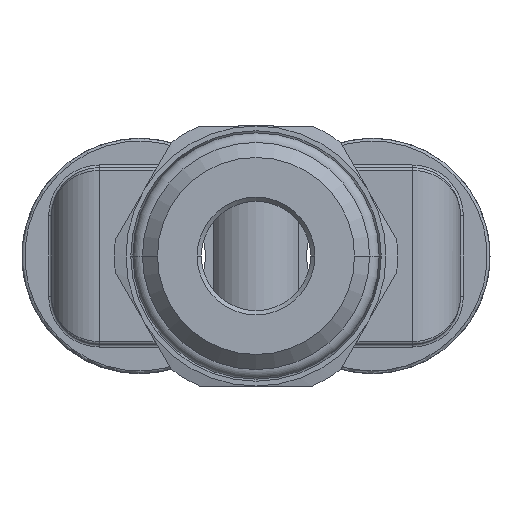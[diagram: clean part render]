
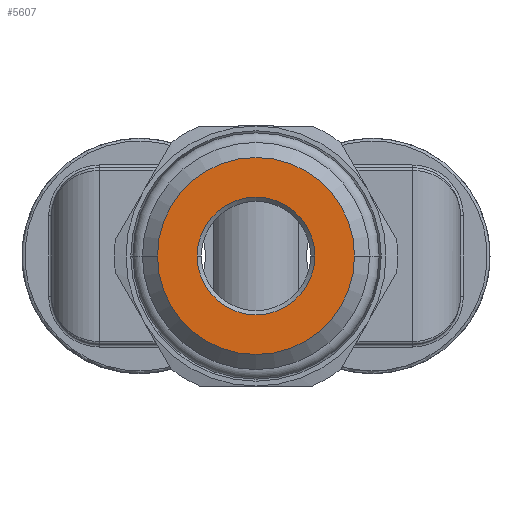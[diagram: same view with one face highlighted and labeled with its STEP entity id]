
A CAD part, front view. The second image highlights one B-rep face of the part: STEP entity #5607.
In plain terms, the highlighted planar face has unit normal (0, -1, 0).
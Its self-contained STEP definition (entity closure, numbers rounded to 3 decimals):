
#1117=CARTESIAN_POINT('',(0.,-14.,0.));
#1118=DIRECTION('',(0.,1.,0.));
#1119=DIRECTION('',(-1.,0.,0.));
#1120=AXIS2_PLACEMENT_3D('',#1117,#1118,#1119);
#1122=CARTESIAN_POINT('',(0.,-14.,0.));
#1123=DIRECTION('',(0.,1.,0.));
#1124=DIRECTION('',(1.,0.,0.));
#1125=AXIS2_PLACEMENT_3D('',#1122,#1123,#1124);
#1127=CARTESIAN_POINT('',(0.,-14.,0.));
#1128=DIRECTION('',(0.,-1.,0.));
#1129=DIRECTION('',(1.,0.,0.));
#1130=AXIS2_PLACEMENT_3D('',#1127,#1128,#1129);
#1132=CARTESIAN_POINT('',(0.,-14.,0.));
#1133=DIRECTION('',(0.,-1.,0.));
#1134=DIRECTION('',(-1.,0.,0.));
#1135=AXIS2_PLACEMENT_3D('',#1132,#1133,#1134);
#4101=CARTESIAN_POINT('',(-7.2,-14.,0.));
#4102=CARTESIAN_POINT('',(7.2,-14.,0.));
#4103=VERTEX_POINT('',#4101);
#4104=VERTEX_POINT('',#4102);
#4109=CARTESIAN_POINT('',(4.3,-14.,0.));
#4110=VERTEX_POINT('',#4109);
#4111=CARTESIAN_POINT('',(-4.3,-14.,0.));
#4112=VERTEX_POINT('',#4111);
#5592=CARTESIAN_POINT('',(0.,-14.,0.));
#5593=DIRECTION('',(0.,1.,0.));
#5594=DIRECTION('',(0.,0.,1.));
#5595=AXIS2_PLACEMENT_3D('',#5592,#5593,#5594);
#5596=PLANE('',#5595);
#5598=ORIENTED_EDGE('',*,*,#5597,.T.);
#5600=ORIENTED_EDGE('',*,*,#5599,.T.);
#5601=EDGE_LOOP('',(#5598,#5600));
#5602=FACE_OUTER_BOUND('',#5601,.F.);
#5603=ORIENTED_EDGE('',*,*,#5587,.T.);
#5604=ORIENTED_EDGE('',*,*,#5571,.T.);
#5605=EDGE_LOOP('',(#5603,#5604));
#5606=FACE_BOUND('',#5605,.F.);
#5607=ADVANCED_FACE('',(#5602,#5606),#5596,.F.);
#1121=CIRCLE('',#1120,7.2);
#1126=CIRCLE('',#1125,7.2);
#1131=CIRCLE('',#1130,4.3);
#1136=CIRCLE('',#1135,4.3);
#5571=EDGE_CURVE('',#4112,#4110,#1136,.T.);
#5587=EDGE_CURVE('',#4110,#4112,#1131,.T.);
#5597=EDGE_CURVE('',#4103,#4104,#1121,.T.);
#5599=EDGE_CURVE('',#4104,#4103,#1126,.T.);
